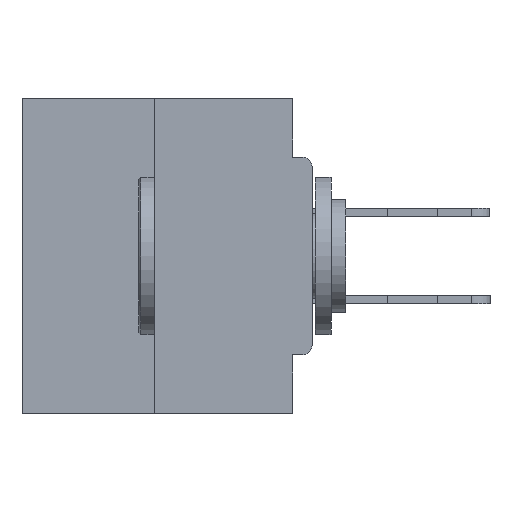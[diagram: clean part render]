
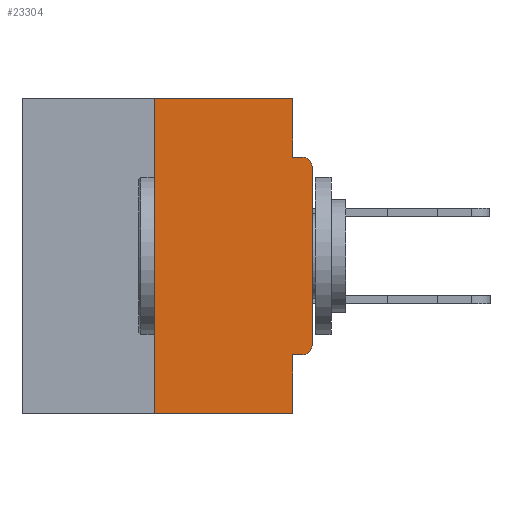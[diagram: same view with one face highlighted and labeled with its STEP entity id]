
A CAD part, left-side view. The second image highlights one B-rep face of the part: STEP entity #23304.
In plain terms, the highlighted planar face has unit normal (-1, 0, 0).
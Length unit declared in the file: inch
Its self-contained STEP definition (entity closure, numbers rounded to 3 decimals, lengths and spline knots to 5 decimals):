
#685 = EDGE_CURVE ( 'NONE', #33867, #7596, #31165, .T. ) ;
#1072 = CARTESIAN_POINT ( 'NONE',  ( 0., 0., -0.4065 ) ) ;
#1599 = DIRECTION ( 'NONE',  ( 0., 0., 1. ) ) ;
#2268 = CARTESIAN_POINT ( 'NONE',  ( 0., 0.46, 0. ) ) ;
#2390 = DIRECTION ( 'NONE',  ( 0., -1., 0. ) ) ;
#2398 = VERTEX_POINT ( 'NONE', #11403 ) ;
#2686 = ORIENTED_EDGE ( 'NONE', *, *, #15690, .F. ) ;
#2867 = ORIENTED_EDGE ( 'NONE', *, *, #13705, .F. ) ;
#3457 = AXIS2_PLACEMENT_3D ( 'NONE', #24431, #14013, #24791 ) ;
#4457 = VECTOR ( 'NONE', #6195, 39.37008 ) ;
#4634 = EDGE_CURVE ( 'NONE', #25530, #21642, #17057, .T. ) ;
#4918 = CARTESIAN_POINT ( 'NONE',  ( 0., 0.46, -0.5 ) ) ;
#5152 = AXIS2_PLACEMENT_3D ( 'NONE', #7507, #10441, #26489 ) ;
#5157 = DIRECTION ( 'NONE',  ( 1., 0., 0. ) ) ;
#5427 = CARTESIAN_POINT ( 'NONE',  ( 0., 0., -0.1085 ) ) ;
#5868 = VECTOR ( 'NONE', #26185, 39.37008 ) ;
#5881 = DIRECTION ( 'NONE',  ( 0., -1., 0. ) ) ;
#6195 = DIRECTION ( 'NONE',  ( 0., 0., -1. ) ) ;
#7507 = CARTESIAN_POINT ( 'NONE',  ( 0., 0.015, -0.1085 ) ) ;
#7596 = VERTEX_POINT ( 'NONE', #9617 ) ;
#7674 = LINE ( 'NONE', #26607, #27548 ) ;
#7844 = FACE_OUTER_BOUND ( 'NONE', #32041, .T. ) ;
#8336 = VECTOR ( 'NONE', #17388, 39.37008 ) ;
#8481 = CARTESIAN_POINT ( 'NONE',  ( 0., 0., -0.3915 ) ) ;
#8833 = LINE ( 'NONE', #27611, #28656 ) ;
#9534 = VERTEX_POINT ( 'NONE', #30523 ) ;
#9617 = CARTESIAN_POINT ( 'NONE',  ( 0., 0.015, -0.0935 ) ) ;
#10113 = PLANE ( 'NONE',  #21682 ) ;
#10441 = DIRECTION ( 'NONE',  ( -1., 0., 0. ) ) ;
#10593 = CARTESIAN_POINT ( 'NONE',  ( 0., 0.25, 0. ) ) ;
#11403 = CARTESIAN_POINT ( 'NONE',  ( 0., 0.25, -0.5 ) ) ;
#11597 = CARTESIAN_POINT ( 'NONE',  ( 0., 0.031, -0.0935 ) ) ;
#11675 = LINE ( 'NONE', #17177, #4457 ) ;
#12066 = CARTESIAN_POINT ( 'NONE',  ( 0., 0.031, -0.5 ) ) ;
#12971 = EDGE_CURVE ( 'NONE', #9534, #19713, #26470, .T. ) ;
#13091 = ORIENTED_EDGE ( 'NONE', *, *, #25565, .F. ) ;
#13303 = CARTESIAN_POINT ( 'NONE',  ( 0., 0.46, 0. ) ) ;
#13705 = EDGE_CURVE ( 'NONE', #21642, #17764, #11675, .T. ) ;
#14013 = DIRECTION ( 'NONE',  ( -1., 0., 0. ) ) ;
#14179 = ORIENTED_EDGE ( 'NONE', *, *, #25573, .T. ) ;
#15559 = ORIENTED_EDGE ( 'NONE', *, *, #685, .T. ) ;
#15690 = EDGE_CURVE ( 'NONE', #2398, #25530, #20800, .T. ) ;
#17057 = LINE ( 'NONE', #2268, #17440 ) ;
#17177 = CARTESIAN_POINT ( 'NONE',  ( 0., 0.031, 0. ) ) ;
#17388 = DIRECTION ( 'NONE',  ( 0., 0., -1. ) ) ;
#17440 = VECTOR ( 'NONE', #2390, 39.37008 ) ;
#17747 = EDGE_CURVE ( 'NONE', #29967, #9534, #32048, .T. ) ;
#17764 = VERTEX_POINT ( 'NONE', #11597 ) ;
#18527 = LINE ( 'NONE', #4918, #5868 ) ;
#19035 = VERTEX_POINT ( 'NONE', #8481 ) ;
#19713 = VERTEX_POINT ( 'NONE', #26451 ) ;
#20800 = LINE ( 'NONE', #29033, #28481 ) ;
#21435 = VECTOR ( 'NONE', #30520, 39.37008 ) ;
#21642 = VERTEX_POINT ( 'NONE', #27477 ) ;
#21682 = AXIS2_PLACEMENT_3D ( 'NONE', #13303, #5157, #24543 ) ;
#23026 = ORIENTED_EDGE ( 'NONE', *, *, #4634, .F. ) ;
#23304 = ADVANCED_FACE ( 'NONE', ( #7844 ), #10113, .F. ) ;
#24431 = CARTESIAN_POINT ( 'NONE',  ( 0., 0.015, -0.3915 ) ) ;
#24543 = DIRECTION ( 'NONE',  ( 0., 0., -1. ) ) ;
#24791 = DIRECTION ( 'NONE',  ( 0., 0., -1. ) ) ;
#25323 = EDGE_CURVE ( 'NONE', #2398, #19713, #18527, .T. ) ;
#25466 = ORIENTED_EDGE ( 'NONE', *, *, #25323, .T. ) ;
#25530 = VERTEX_POINT ( 'NONE', #10593 ) ;
#25565 = EDGE_CURVE ( 'NONE', #17764, #7596, #8833, .T. ) ;
#25573 = EDGE_CURVE ( 'NONE', #29967, #19035, #25699, .T. ) ;
#25699 = CIRCLE ( 'NONE', #3457, 0.015 ) ;
#25939 = CARTESIAN_POINT ( 'NONE',  ( 0., 0.015, -0.4065 ) ) ;
#26185 = DIRECTION ( 'NONE',  ( 0., -1., 0. ) ) ;
#26451 = CARTESIAN_POINT ( 'NONE',  ( 0., 0.031, -0.5 ) ) ;
#26470 = LINE ( 'NONE', #12066, #8336 ) ;
#26489 = DIRECTION ( 'NONE',  ( 0., 0., -1. ) ) ;
#26607 = CARTESIAN_POINT ( 'NONE',  ( 0., 0., 0. ) ) ;
#26978 = DIRECTION ( 'NONE',  ( 0., 0., 1. ) ) ;
#27244 = ORIENTED_EDGE ( 'NONE', *, *, #17747, .F. ) ;
#27477 = CARTESIAN_POINT ( 'NONE',  ( 0., 0.031, 0. ) ) ;
#27548 = VECTOR ( 'NONE', #26978, 39.37008 ) ;
#27611 = CARTESIAN_POINT ( 'NONE',  ( 0., 0., -0.0935 ) ) ;
#28481 = VECTOR ( 'NONE', #1599, 39.37008 ) ;
#28656 = VECTOR ( 'NONE', #5881, 39.37008 ) ;
#29033 = CARTESIAN_POINT ( 'NONE',  ( 0., 0.25, 0. ) ) ;
#29967 = VERTEX_POINT ( 'NONE', #25939 ) ;
#30520 = DIRECTION ( 'NONE',  ( 0., 1., 0. ) ) ;
#30523 = CARTESIAN_POINT ( 'NONE',  ( 0., 0.031, -0.4065 ) ) ;
#31165 = CIRCLE ( 'NONE', #5152, 0.015 ) ;
#31837 = ORIENTED_EDGE ( 'NONE', *, *, #34308, .T. ) ;
#32041 = EDGE_LOOP ( 'NONE', ( #23026, #2686, #25466, #33496, #27244, #14179, #31837, #15559, #13091, #2867 ) ) ;
#32048 = LINE ( 'NONE', #1072, #21435 ) ;
#33496 = ORIENTED_EDGE ( 'NONE', *, *, #12971, .F. ) ;
#33867 = VERTEX_POINT ( 'NONE', #5427 ) ;
#34308 = EDGE_CURVE ( 'NONE', #19035, #33867, #7674, .T. ) ;
